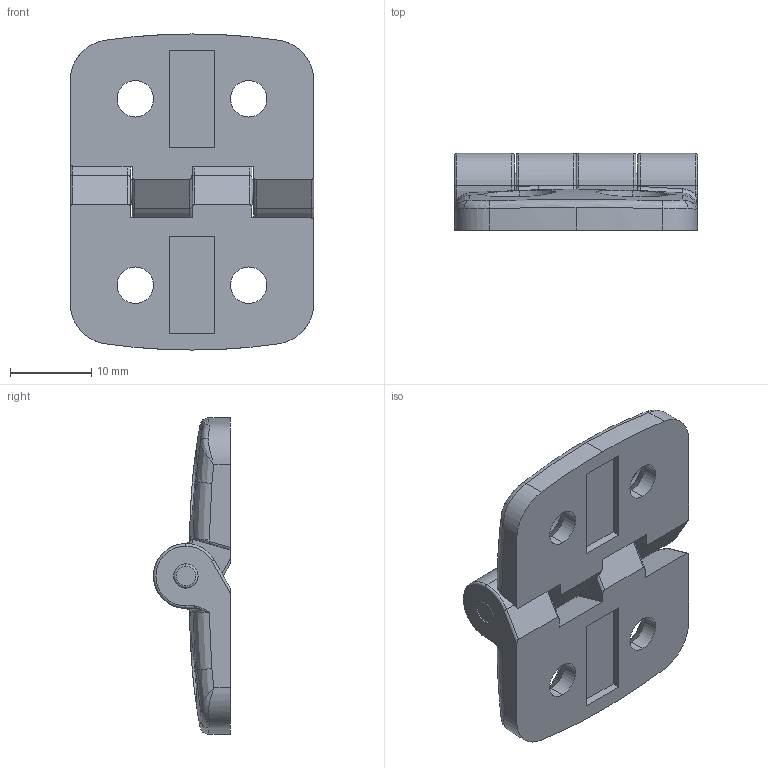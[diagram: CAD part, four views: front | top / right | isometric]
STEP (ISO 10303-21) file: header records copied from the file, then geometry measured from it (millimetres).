
FILE_DESCRIPTION(('FreeCAD Model'),'2;1');
FILE_NAME('Open CASCADE Shape Model','2024-03-18T14:32:58',(''),(''), 'Open CASCADE STEP processor 7.6','FreeCAD','Unknown');
FILE_SCHEMA(('AUTOMOTIVE_DESIGN { 1 0 10303 214 1 1 1 1 }'));
Length unit declared in the file: millimetre
Products named in the file (4): STI5-CHZN; SOLID; SOLID001; SOLID002
Assembly tree (3 placements, depth 2):
  STI5-CHZN
    SOLID
    SOLID001
    SOLID002
Bounding box: 30 x 9.5 x 39 mm (x, y, z)
Volume: 4985.2 mm3; surface area: 4146 mm2
Topology: 3 solids, 3 shells, 174 faces, 440 edges, 264 vertices
Faces by surface type: cylinder 58, bspline 52, plane 36, torus 20, cone 8
Entity records: 19846 total; most frequent: CARTESIAN_POINT 11978, DIRECTION 1186, ORIENTED_EDGE 868, PCURVE 868, DEFINITIONAL_REPRESENTATION 868, LINE 604, VECTOR 604, B_SPLINE_CURVE_WITH_KNOTS 478
